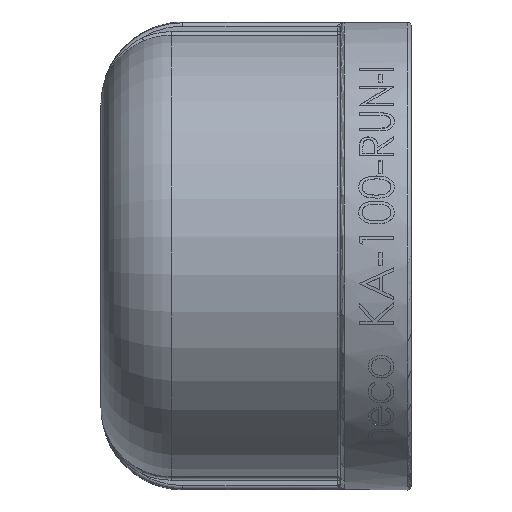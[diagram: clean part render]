
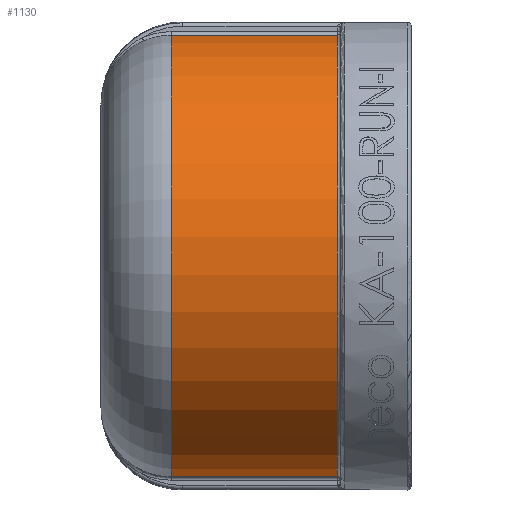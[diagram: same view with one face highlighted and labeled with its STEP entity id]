
A CAD part, top view. The second image highlights one B-rep face of the part: STEP entity #1130.
In plain terms, the highlighted cylindrical face has radius 19 mm (diameter 38 mm), a partial arc.
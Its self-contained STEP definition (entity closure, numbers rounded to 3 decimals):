
#113 = CARTESIAN_POINT ( 'NONE',  ( -0.8, -18.865, 2.264 ) ) ;
#1121 = CARTESIAN_POINT ( 'NONE',  ( -10.75, 18.865, 2.264 ) ) ;
#1130 = ADVANCED_FACE ( 'NONE', ( #6099 ), #16633, .T. ) ;
#1549 = EDGE_CURVE ( 'NONE', #7844, #6929, #4403, .T. ) ;
#1682 = EDGE_LOOP ( 'NONE', ( #3627, #13833, #1800, #18957 ) ) ;
#1800 = ORIENTED_EDGE ( 'NONE', *, *, #6307, .F. ) ;
#2029 = DIRECTION ( 'NONE',  ( 0., -1., 0. ) ) ;
#2700 = CARTESIAN_POINT ( 'NONE',  ( -10.75, -18.865, 2.264 ) ) ;
#3037 = CARTESIAN_POINT ( 'NONE',  ( -15., -18.865, 2.264 ) ) ;
#3538 = VECTOR ( 'NONE', #6892, 1000. ) ;
#3627 = ORIENTED_EDGE ( 'NONE', *, *, #1549, .F. ) ;
#3902 = DIRECTION ( 'NONE',  ( -1., 0., 0. ) ) ;
#4403 = LINE ( 'NONE', #2700, #18979 ) ;
#5908 = DIRECTION ( 'NONE',  ( 0., 1., 0. ) ) ;
#6099 = FACE_OUTER_BOUND ( 'NONE', #1682, .T. ) ;
#6102 = CIRCLE ( 'NONE', #17418, 19. ) ;
#6307 = EDGE_CURVE ( 'NONE', #7627, #12553, #10533, .T. ) ;
#6614 = CARTESIAN_POINT ( 'NONE',  ( -0.8, 18.865, 2.264 ) ) ;
#6892 = DIRECTION ( 'NONE',  ( 1., 0., 0. ) ) ;
#6929 = VERTEX_POINT ( 'NONE', #3037 ) ;
#7044 = CIRCLE ( 'NONE', #13528, 19. ) ;
#7627 = VERTEX_POINT ( 'NONE', #17606 ) ;
#7844 = VERTEX_POINT ( 'NONE', #113 ) ;
#10533 = LINE ( 'NONE', #1121, #3538 ) ;
#10777 = DIRECTION ( 'NONE',  ( -1., 0., 0. ) ) ;
#10785 = EDGE_CURVE ( 'NONE', #6929, #7627, #7044, .T. ) ;
#11439 = DIRECTION ( 'NONE',  ( 1., 0., 0. ) ) ;
#11605 = CARTESIAN_POINT ( 'NONE',  ( -15., 0., 0. ) ) ;
#12553 = VERTEX_POINT ( 'NONE', #6614 ) ;
#13528 = AXIS2_PLACEMENT_3D ( 'NONE', #11605, #3902, #14722 ) ;
#13833 = ORIENTED_EDGE ( 'NONE', *, *, #15594, .F. ) ;
#14722 = DIRECTION ( 'NONE',  ( 0., 0., 1. ) ) ;
#15010 = CARTESIAN_POINT ( 'NONE',  ( -10.75, 0., 0. ) ) ;
#15594 = EDGE_CURVE ( 'NONE', #12553, #7844, #6102, .T. ) ;
#15869 = CARTESIAN_POINT ( 'NONE',  ( -0.8, 0., 0. ) ) ;
#16633 = CYLINDRICAL_SURFACE ( 'NONE', #17703, 19. ) ;
#16832 = DIRECTION ( 'NONE',  ( 1., 0., 0. ) ) ;
#17418 = AXIS2_PLACEMENT_3D ( 'NONE', #15869, #11439, #2029 ) ;
#17606 = CARTESIAN_POINT ( 'NONE',  ( -15., 18.865, 2.264 ) ) ;
#17703 = AXIS2_PLACEMENT_3D ( 'NONE', #15010, #16832, #5908 ) ;
#18957 = ORIENTED_EDGE ( 'NONE', *, *, #10785, .F. ) ;
#18979 = VECTOR ( 'NONE', #10777, 1000. ) ;
